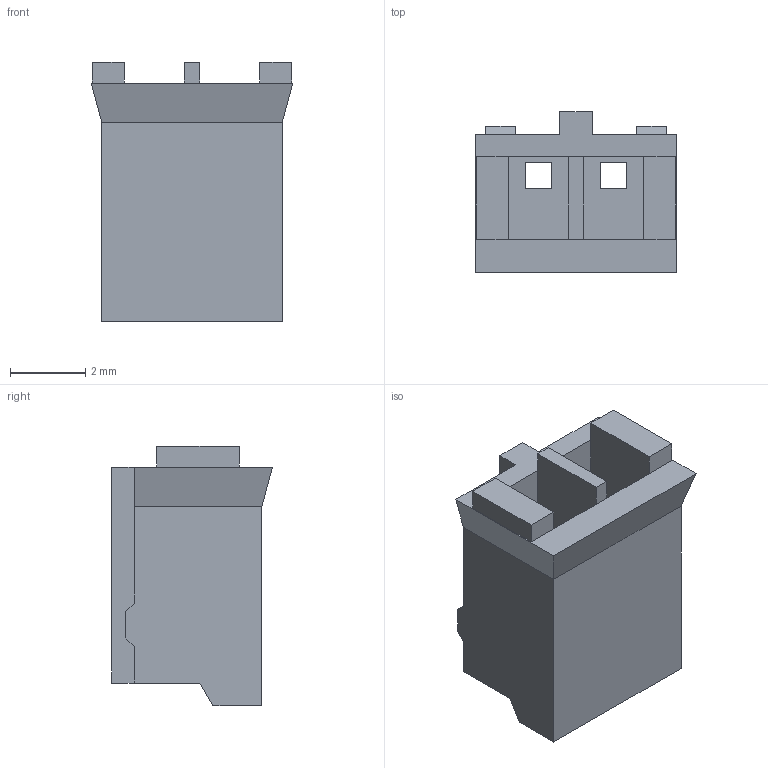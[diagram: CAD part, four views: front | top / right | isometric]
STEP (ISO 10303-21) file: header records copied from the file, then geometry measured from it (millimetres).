
FILE_DESCRIPTION(/* description */ (''),/* implementation_level */ '2;1');
FILE_NAME(/* name */ '521-02-1.stp',/* time_stamp */ '2018-12-11T16:05:27+01:00',/* author */ ('andreas.larin'),/* organization */ (''),/* preprocessor_version */ 'ST-DEVELOPER v15.6',/* originating_system */ 'Autodesk Inventor 2015',/* authorisation */ '');
FILE_SCHEMA (('AUTOMOTIVE_DESIGN { 1 0 10303 214 3 1 1 }'));
Length unit declared in the file: millimetre
Products named in the file (1): 521-05-1
Bounding box: 5.36 x 4.28 x 6.9 mm (x, y, z)
Volume: 69.9 mm3; surface area: 233.9 mm2
Topology: 1 solids, 1 shells, 60 faces, 153 edges, 96 vertices
Faces by surface type: plane 60
Entity records: 1785 total; most frequent: CARTESIAN_POINT 310, ORIENTED_EDGE 306, DIRECTION 275, LINE 153, VECTOR 153, EDGE_CURVE 153, VERTEX_POINT 96, EDGE_LOOP 65
